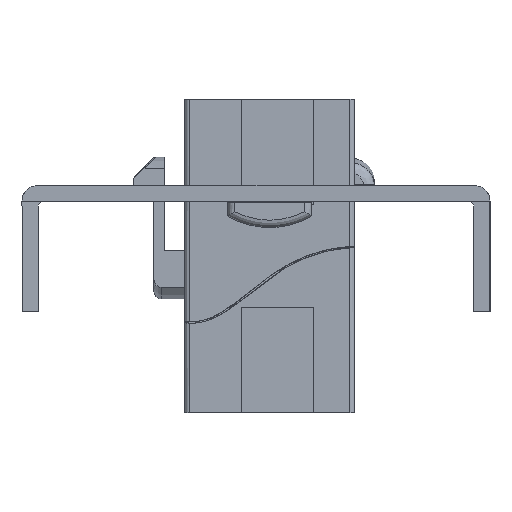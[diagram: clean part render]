
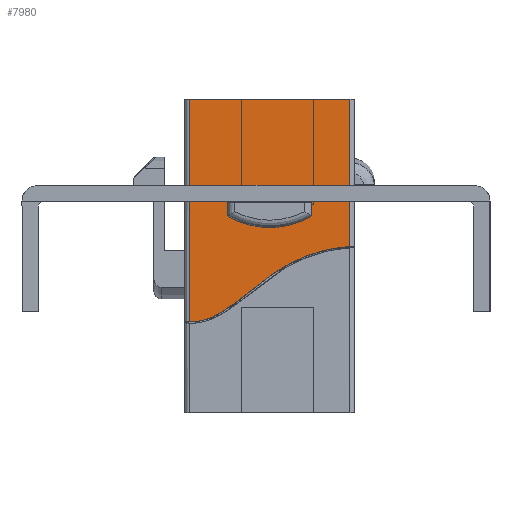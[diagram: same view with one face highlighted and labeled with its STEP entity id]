
A CAD part, left-side view. The second image highlights one B-rep face of the part: STEP entity #7980.
In plain terms, the highlighted face is planar.
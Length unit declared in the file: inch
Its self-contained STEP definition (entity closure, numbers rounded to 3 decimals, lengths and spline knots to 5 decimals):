
#347 = CARTESIAN_POINT ( 'NONE',  ( 0.28937, 0.0358, -0.29921 ) ) ;
#487 = CARTESIAN_POINT ( 'NONE',  ( 0.28937, 0.58661, -0.29921 ) ) ;
#732 = ORIENTED_EDGE ( 'NONE', *, *, #13818, .F. ) ;
#838 = EDGE_CURVE ( 'NONE', #11042, #15343, #1499, .T. ) ;
#982 = VERTEX_POINT ( 'NONE', #8837 ) ;
#1312 = CARTESIAN_POINT ( 'NONE',  ( 0.28937, 0.20079, -0.15748 ) ) ;
#1364 = CARTESIAN_POINT ( 'NONE',  ( 0.28937, 0.20079, 0.15748 ) ) ;
#1497 = DIRECTION ( 'NONE',  ( 0., -1., 0. ) ) ;
#1499 = CIRCLE ( 'NONE', #7623, 0.30798 ) ;
#1616 = VECTOR ( 'NONE', #11040, 39.37008 ) ;
#1908 = CARTESIAN_POINT ( 'NONE',  ( 0.28937, 0.41428, 0. ) ) ;
#2079 = CARTESIAN_POINT ( 'NONE',  ( 0.28937, 0.03102, -0.22352 ) ) ;
#2698 = DIRECTION ( 'NONE',  ( 0., 1., 0. ) ) ;
#2812 = PLANE ( 'NONE',  #12741 ) ;
#3238 = ORIENTED_EDGE ( 'NONE', *, *, #9302, .F. ) ;
#3241 = CARTESIAN_POINT ( 'NONE',  ( 0.28937, -0.24629, 0.29921 ) ) ;
#3991 = CARTESIAN_POINT ( 'NONE',  ( 0.28937, 0.58661, 0.29921 ) ) ;
#4482 = CARTESIAN_POINT ( 'NONE',  ( 0.28937, 0.0358, -0.29921 ) ) ;
#4602 = DIRECTION ( 'NONE',  ( 0., 0., 1. ) ) ;
#5004 = VERTEX_POINT ( 'NONE', #12147 ) ;
#5087 = VERTEX_POINT ( 'NONE', #487 ) ;
#5473 = CARTESIAN_POINT ( 'NONE',  ( 0.28937, 0.14961, 0.15748 ) ) ;
#6154 = CARTESIAN_POINT ( 'NONE',  ( 0.28937, 0.58661, -0.29921 ) ) ;
#6500 = LINE ( 'NONE', #14808, #1616 ) ;
#6871 = VERTEX_POINT ( 'NONE', #347 ) ;
#6887 = ORIENTED_EDGE ( 'NONE', *, *, #8296, .F. ) ;
#7015 = CARTESIAN_POINT ( 'NONE',  ( 0.28937, -0.24898, 0.21311 ) ) ;
#7499 = LINE ( 'NONE', #6154, #15329 ) ;
#7623 = AXIS2_PLACEMENT_3D ( 'NONE', #1908, #9251, #9388 ) ;
#7953 = VECTOR ( 'NONE', #2698, 39.37008 ) ;
#7980 = ADVANCED_FACE ( 'NONE', ( #8554, #13403 ), #2812, .F. ) ;
#8064 = CARTESIAN_POINT ( 'NONE',  ( 0.28937, -0.24629, 0.29921 ) ) ;
#8066 = ORIENTED_EDGE ( 'NONE', *, *, #12731, .F. ) ;
#8134 = CARTESIAN_POINT ( 'NONE',  ( 0.28937, -0.14423, 0.09112 ) ) ;
#8296 = EDGE_CURVE ( 'NONE', #6871, #11984, #13853, .T. ) ;
#8389 = EDGE_CURVE ( 'NONE', #6871, #5087, #7499, .T. ) ;
#8491 = EDGE_LOOP ( 'NONE', ( #3238, #732, #8066, #15752 ) ) ;
#8554 = FACE_BOUND ( 'NONE', #8491, .T. ) ;
#8837 = CARTESIAN_POINT ( 'NONE',  ( 0.28937, 0.58661, 0.29921 ) ) ;
#9251 = DIRECTION ( 'NONE',  ( 1., 0., 0. ) ) ;
#9302 = EDGE_CURVE ( 'NONE', #5004, #11042, #13642, .T. ) ;
#9329 = CARTESIAN_POINT ( 'NONE',  ( 0.28937, -0.00852, -0.08405 ) ) ;
#9388 = DIRECTION ( 'NONE',  ( 0., 0., -1. ) ) ;
#9782 = CARTESIAN_POINT ( 'NONE',  ( 0.28937, 0.20079, 0.15748 ) ) ;
#9967 = EDGE_LOOP ( 'NONE', ( #6887, #12123, #12139, #14798 ) ) ;
#11008 = DIRECTION ( 'NONE',  ( 0., 1., 0. ) ) ;
#11040 = DIRECTION ( 'NONE',  ( 0., 0., -1. ) ) ;
#11042 = VERTEX_POINT ( 'NONE', #5473 ) ;
#11244 = DIRECTION ( 'NONE',  ( 0., -1., 0. ) ) ;
#11984 = VERTEX_POINT ( 'NONE', #3241 ) ;
#12050 = VECTOR ( 'NONE', #4602, 39.37008 ) ;
#12123 = ORIENTED_EDGE ( 'NONE', *, *, #8389, .T. ) ;
#12139 = ORIENTED_EDGE ( 'NONE', *, *, #15188, .F. ) ;
#12147 = CARTESIAN_POINT ( 'NONE',  ( 0.28937, 0.20079, 0.15748 ) ) ;
#12194 = CARTESIAN_POINT ( 'NONE',  ( 0.28937, 0.14961, -0.15748 ) ) ;
#12382 = DIRECTION ( 'NONE',  ( 0., 0., 1. ) ) ;
#12422 = LINE ( 'NONE', #3991, #13810 ) ;
#12455 = DIRECTION ( 'NONE',  ( -1., 0., 0. ) ) ;
#12625 = EDGE_CURVE ( 'NONE', #982, #11984, #12422, .T. ) ;
#12731 = EDGE_CURVE ( 'NONE', #15343, #15513, #14995, .T. ) ;
#12741 = AXIS2_PLACEMENT_3D ( 'NONE', #14953, #12455, #12382 ) ;
#13403 = FACE_OUTER_BOUND ( 'NONE', #9967, .T. ) ;
#13622 = CARTESIAN_POINT ( 'NONE',  ( 0.28937, 0.20079, -0.15748 ) ) ;
#13642 = LINE ( 'NONE', #1364, #15072 ) ;
#13810 = VECTOR ( 'NONE', #1497, 39.37008 ) ;
#13818 = EDGE_CURVE ( 'NONE', #15513, #5004, #14666, .T. ) ;
#13853 = B_SPLINE_CURVE_WITH_KNOTS ( 'NONE', 3,
 ( #4482, #2079, #9329, #8134, #7015, #8064 ),
 .UNSPECIFIED., .F., .F.,
 ( 4, 1, 1, 4 ),
 ( 0.0286, 0.34844, 0.61542, 0.97238 ),
 .UNSPECIFIED. ) ;
#14666 = LINE ( 'NONE', #9782, #12050 ) ;
#14798 = ORIENTED_EDGE ( 'NONE', *, *, #12625, .T. ) ;
#14808 = CARTESIAN_POINT ( 'NONE',  ( 0.28937, 0.58661, -0.3189 ) ) ;
#14953 = CARTESIAN_POINT ( 'NONE',  ( 0.28937, 0.58661, -0.3189 ) ) ;
#14995 = LINE ( 'NONE', #13622, #7953 ) ;
#15072 = VECTOR ( 'NONE', #11244, 39.37008 ) ;
#15188 = EDGE_CURVE ( 'NONE', #982, #5087, #6500, .T. ) ;
#15329 = VECTOR ( 'NONE', #11008, 39.37008 ) ;
#15343 = VERTEX_POINT ( 'NONE', #12194 ) ;
#15513 = VERTEX_POINT ( 'NONE', #1312 ) ;
#15752 = ORIENTED_EDGE ( 'NONE', *, *, #838, .F. ) ;
